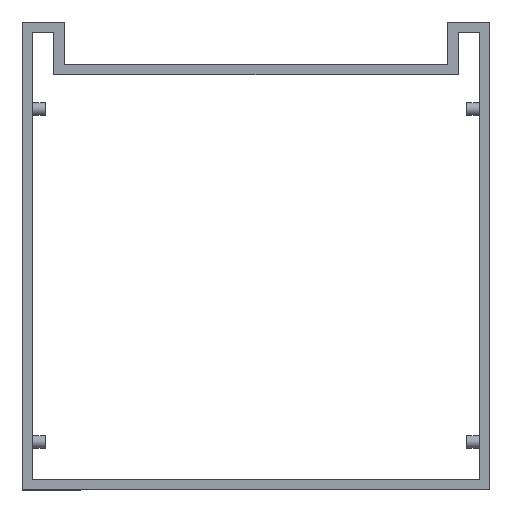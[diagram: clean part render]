
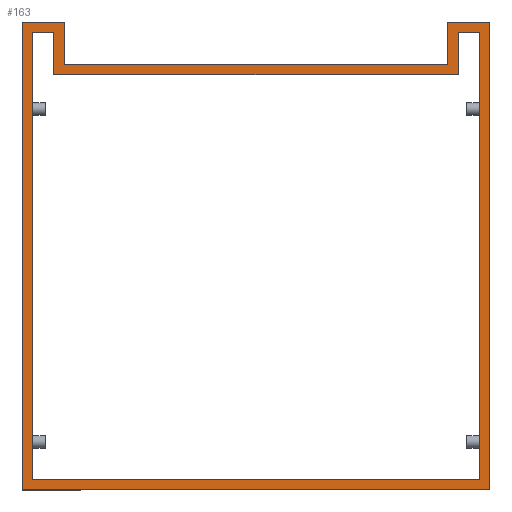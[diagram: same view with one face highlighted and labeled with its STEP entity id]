
A CAD part, top view. The second image highlights one B-rep face of the part: STEP entity #163.
In plain terms, the highlighted planar face has unit normal (0, 0, 1).
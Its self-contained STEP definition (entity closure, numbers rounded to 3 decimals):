
#3 = VERTEX_POINT ( 'NONE', #775 ) ;
#5 = DIRECTION ( 'NONE',  ( 1., 0., 0. ) ) ;
#12 = EDGE_CURVE ( 'NONE', #202, #691, #95, .T. ) ;
#27 = VECTOR ( 'NONE', #5, 1000. ) ;
#30 = VERTEX_POINT ( 'NONE', #335 ) ;
#36 = VECTOR ( 'NONE', #917, 1000. ) ;
#41 = VERTEX_POINT ( 'NONE', #122 ) ;
#49 = CARTESIAN_POINT ( 'NONE',  ( 450., 450., 40. ) ) ;
#54 = CARTESIAN_POINT ( 'NONE',  ( 389.066, 348.934, 40. ) ) ;
#55 = VERTEX_POINT ( 'NONE', #54 ) ;
#79 = DIRECTION ( 'NONE',  ( 0., 0., -1. ) ) ;
#87 = DIRECTION ( 'NONE',  ( 0., -1., 0. ) ) ;
#95 = LINE ( 'NONE', #49, #420 ) ;
#100 = DIRECTION ( 'NONE',  ( 1., 0., 0. ) ) ;
#101 = ORIENTED_EDGE ( 'NONE', *, *, #307, .F. ) ;
#102 = EDGE_CURVE ( 'NONE', #894, #733, #605, .T. ) ;
#109 = EDGE_CURVE ( 'NONE', #517, #781, #289, .T. ) ;
#113 = CARTESIAN_POINT ( 'NONE',  ( 369., 450., 40. ) ) ;
#115 = VECTOR ( 'NONE', #334, 1000. ) ;
#118 = DIRECTION ( 'NONE',  ( 0., -1., 0. ) ) ;
#122 = CARTESIAN_POINT ( 'NONE',  ( -369., 369., 40. ) ) ;
#133 = VERTEX_POINT ( 'NONE', #641 ) ;
#138 = CARTESIAN_POINT ( 'NONE',  ( 429.934, -429.934, 40. ) ) ;
#139 = VECTOR ( 'NONE', #566, 1000. ) ;
#141 = CARTESIAN_POINT ( 'NONE',  ( 429.934, -429.934, 40. ) ) ;
#143 = CARTESIAN_POINT ( 'NONE',  ( 450., -450., 40. ) ) ;
#150 = DIRECTION ( 'NONE',  ( -1., 0., 0. ) ) ;
#155 = LINE ( 'NONE', #238, #36 ) ;
#156 = VERTEX_POINT ( 'NONE', #356 ) ;
#163 = ADVANCED_FACE ( 'NONE', ( #454, #862 ), #367, .F. ) ;
#169 = CARTESIAN_POINT ( 'NONE',  ( 369., 369., 40. ) ) ;
#178 = LINE ( 'NONE', #527, #797 ) ;
#202 = VERTEX_POINT ( 'NONE', #143 ) ;
#216 = LINE ( 'NONE', #331, #115 ) ;
#217 = LINE ( 'NONE', #891, #452 ) ;
#238 = CARTESIAN_POINT ( 'NONE',  ( 389.066, 429.934, 40. ) ) ;
#244 = ORIENTED_EDGE ( 'NONE', *, *, #920, .T. ) ;
#262 = EDGE_LOOP ( 'NONE', ( #915, #758, #264, #340, #244, #463, #398, #854 ) ) ;
#264 = ORIENTED_EDGE ( 'NONE', *, *, #445, .T. ) ;
#268 = LINE ( 'NONE', #740, #838 ) ;
#270 = CARTESIAN_POINT ( 'NONE',  ( 450., 450., 40. ) ) ;
#275 = EDGE_CURVE ( 'NONE', #3, #292, #217, .T. ) ;
#287 = CARTESIAN_POINT ( 'NONE',  ( 0., 0., 40. ) ) ;
#289 = LINE ( 'NONE', #138, #27 ) ;
#290 = ORIENTED_EDGE ( 'NONE', *, *, #621, .F. ) ;
#292 = VERTEX_POINT ( 'NONE', #169 ) ;
#301 = LINE ( 'NONE', #351, #478 ) ;
#307 = EDGE_CURVE ( 'NONE', #55, #30, #178, .T. ) ;
#315 = VECTOR ( 'NONE', #839, 1000. ) ;
#328 = LINE ( 'NONE', #514, #957 ) ;
#331 = CARTESIAN_POINT ( 'NONE',  ( -389.066, 429.934, 40. ) ) ;
#334 = DIRECTION ( 'NONE',  ( 0., 1., 0. ) ) ;
#335 = CARTESIAN_POINT ( 'NONE',  ( -389.066, 348.934, 40. ) ) ;
#340 = ORIENTED_EDGE ( 'NONE', *, *, #275, .T. ) ;
#347 = CARTESIAN_POINT ( 'NONE',  ( -369., 450., 40. ) ) ;
#348 = AXIS2_PLACEMENT_3D ( 'NONE', #287, #79, #150 ) ;
#349 = LINE ( 'NONE', #512, #698 ) ;
#351 = CARTESIAN_POINT ( 'NONE',  ( 429.934, 429.934, 40. ) ) ;
#356 = CARTESIAN_POINT ( 'NONE',  ( -429.934, 429.934, 40. ) ) ;
#359 = EDGE_CURVE ( 'NONE', #733, #845, #328, .T. ) ;
#362 = VECTOR ( 'NONE', #100, 1000. ) ;
#367 = PLANE ( 'NONE',  #348 ) ;
#383 = CARTESIAN_POINT ( 'NONE',  ( -429.934, 429.934, 40. ) ) ;
#388 = EDGE_CURVE ( 'NONE', #449, #156, #774, .T. ) ;
#398 = ORIENTED_EDGE ( 'NONE', *, *, #102, .T. ) ;
#420 = VECTOR ( 'NONE', #563, 1000. ) ;
#445 = EDGE_CURVE ( 'NONE', #691, #3, #745, .T. ) ;
#449 = VERTEX_POINT ( 'NONE', #542 ) ;
#452 = VECTOR ( 'NONE', #671, 1000. ) ;
#454 = FACE_OUTER_BOUND ( 'NONE', #262, .T. ) ;
#463 = ORIENTED_EDGE ( 'NONE', *, *, #703, .T. ) ;
#467 = EDGE_CURVE ( 'NONE', #937, #133, #155, .T. ) ;
#478 = VECTOR ( 'NONE', #484, 1000. ) ;
#479 = VECTOR ( 'NONE', #490, 1000. ) ;
#484 = DIRECTION ( 'NONE',  ( 0., 1., 0. ) ) ;
#486 = CARTESIAN_POINT ( 'NONE',  ( -450., 450., 40. ) ) ;
#490 = DIRECTION ( 'NONE',  ( -1., 0., 0. ) ) ;
#499 = CARTESIAN_POINT ( 'NONE',  ( -450., -450., 40. ) ) ;
#512 = CARTESIAN_POINT ( 'NONE',  ( -369., 369., 40. ) ) ;
#514 = CARTESIAN_POINT ( 'NONE',  ( -450., -450., 40. ) ) ;
#517 = VERTEX_POINT ( 'NONE', #692 ) ;
#520 = DIRECTION ( 'NONE',  ( -1., 0., 0. ) ) ;
#523 = EDGE_CURVE ( 'NONE', #845, #202, #699, .T. ) ;
#527 = CARTESIAN_POINT ( 'NONE',  ( -389.066, 348.934, 40. ) ) ;
#540 = ORIENTED_EDGE ( 'NONE', *, *, #388, .F. ) ;
#542 = CARTESIAN_POINT ( 'NONE',  ( -389.066, 429.934, 40. ) ) ;
#557 = ORIENTED_EDGE ( 'NONE', *, *, #638, .F. ) ;
#562 = CARTESIAN_POINT ( 'NONE',  ( -450., 450., 40. ) ) ;
#563 = DIRECTION ( 'NONE',  ( 0., 1., 0. ) ) ;
#566 = DIRECTION ( 'NONE',  ( 0., 1., 0. ) ) ;
#585 = CARTESIAN_POINT ( 'NONE',  ( -369., 450., 40. ) ) ;
#602 = VECTOR ( 'NONE', #611, 1000. ) ;
#605 = LINE ( 'NONE', #486, #479 ) ;
#611 = DIRECTION ( 'NONE',  ( -1., 0., 0. ) ) ;
#612 = LINE ( 'NONE', #347, #139 ) ;
#621 = EDGE_CURVE ( 'NONE', #156, #517, #721, .T. ) ;
#623 = VECTOR ( 'NONE', #118, 1000. ) ;
#638 = EDGE_CURVE ( 'NONE', #30, #449, #216, .T. ) ;
#641 = CARTESIAN_POINT ( 'NONE',  ( 389.066, 429.934, 40. ) ) ;
#655 = DIRECTION ( 'NONE',  ( -1., 0., 0. ) ) ;
#671 = DIRECTION ( 'NONE',  ( 0., -1., 0. ) ) ;
#676 = ORIENTED_EDGE ( 'NONE', *, *, #883, .F. ) ;
#683 = ORIENTED_EDGE ( 'NONE', *, *, #467, .F. ) ;
#691 = VERTEX_POINT ( 'NONE', #270 ) ;
#692 = CARTESIAN_POINT ( 'NONE',  ( -429.934, -429.934, 40. ) ) ;
#698 = VECTOR ( 'NONE', #655, 1000. ) ;
#699 = LINE ( 'NONE', #829, #362 ) ;
#703 = EDGE_CURVE ( 'NONE', #41, #894, #612, .T. ) ;
#706 = EDGE_CURVE ( 'NONE', #781, #937, #301, .T. ) ;
#721 = LINE ( 'NONE', #856, #623 ) ;
#724 = ORIENTED_EDGE ( 'NONE', *, *, #109, .F. ) ;
#733 = VERTEX_POINT ( 'NONE', #562 ) ;
#740 = CARTESIAN_POINT ( 'NONE',  ( 389.066, 348.934, 40. ) ) ;
#742 = DIRECTION ( 'NONE',  ( 0., -1., 0. ) ) ;
#745 = LINE ( 'NONE', #113, #315 ) ;
#758 = ORIENTED_EDGE ( 'NONE', *, *, #12, .T. ) ;
#760 = ORIENTED_EDGE ( 'NONE', *, *, #706, .F. ) ;
#774 = LINE ( 'NONE', #383, #602 ) ;
#775 = CARTESIAN_POINT ( 'NONE',  ( 369., 450., 40. ) ) ;
#781 = VERTEX_POINT ( 'NONE', #141 ) ;
#797 = VECTOR ( 'NONE', #520, 1000. ) ;
#799 = EDGE_LOOP ( 'NONE', ( #760, #724, #290, #540, #557, #101, #676, #683 ) ) ;
#829 = CARTESIAN_POINT ( 'NONE',  ( 450., -450., 40. ) ) ;
#838 = VECTOR ( 'NONE', #87, 1000. ) ;
#839 = DIRECTION ( 'NONE',  ( -1., 0., 0. ) ) ;
#845 = VERTEX_POINT ( 'NONE', #499 ) ;
#854 = ORIENTED_EDGE ( 'NONE', *, *, #359, .T. ) ;
#856 = CARTESIAN_POINT ( 'NONE',  ( -429.934, -429.934, 40. ) ) ;
#862 = FACE_BOUND ( 'NONE', #799, .T. ) ;
#878 = CARTESIAN_POINT ( 'NONE',  ( 429.934, 429.934, 40. ) ) ;
#883 = EDGE_CURVE ( 'NONE', #133, #55, #268, .T. ) ;
#891 = CARTESIAN_POINT ( 'NONE',  ( 369., 369., 40. ) ) ;
#894 = VERTEX_POINT ( 'NONE', #585 ) ;
#915 = ORIENTED_EDGE ( 'NONE', *, *, #523, .T. ) ;
#917 = DIRECTION ( 'NONE',  ( -1., 0., 0. ) ) ;
#920 = EDGE_CURVE ( 'NONE', #292, #41, #349, .T. ) ;
#937 = VERTEX_POINT ( 'NONE', #878 ) ;
#957 = VECTOR ( 'NONE', #742, 1000. ) ;
